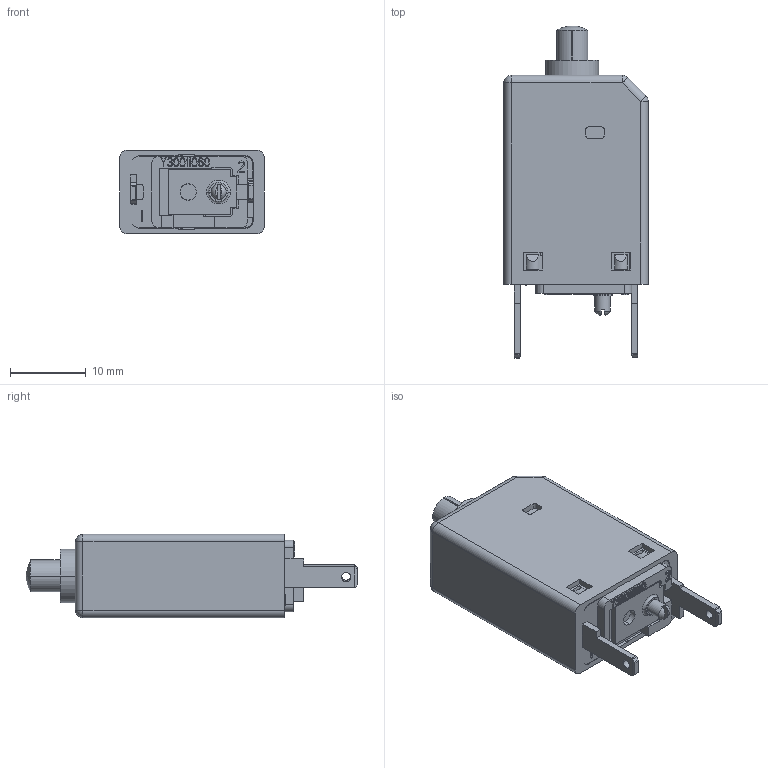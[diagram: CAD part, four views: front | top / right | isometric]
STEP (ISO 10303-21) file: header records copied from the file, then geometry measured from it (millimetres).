
FILE_DESCRIPTION((''),'2;1');
FILE_NAME('DUMMY_104_P30','2024-02-26T08:33:08',('wschmidt'),(''),'CREO PARAMETRIC BY PTC INC, 2022484','CREO PARAMETRIC BY PTC INC, 2022484','');
FILE_SCHEMA(('AUTOMOTIVE_DESIGN { 1 0 10303 214 1 1 1 1 }'));
Length unit declared in the file: millimetre
Products named in the file (1): DUMMY_104_P30
Bounding box: 19 x 43.7 x 11 mm (x, y, z)
Volume: 5831 mm3; surface area: 3158.4 mm2
Topology: 1 solids, 2 shells, 653 faces, 1821 edges, 1201 vertices
Faces by surface type: plane 559, cylinder 76, sphere 10, cone 4, torus 4
Entity records: 27196 total; most frequent: CARTESIAN_POINT 3821, ORIENTED_EDGE 3638, DIRECTION 3269, PRESENTATION_STYLE_ASSIGNMENT 1897, STYLED_ITEM 1820, CURVE_STYLE 1819, EDGE_CURVE 1819, VECTOR 1615
